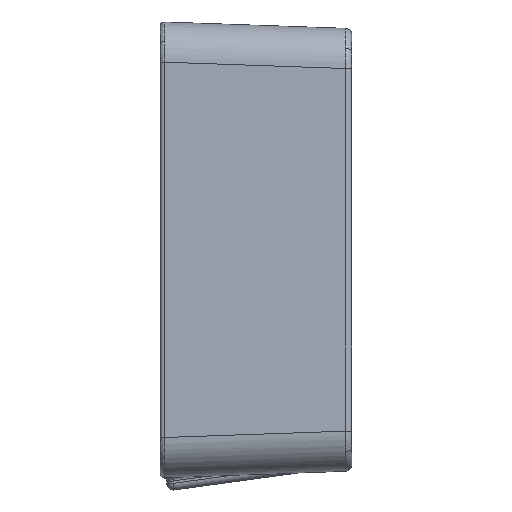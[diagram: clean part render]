
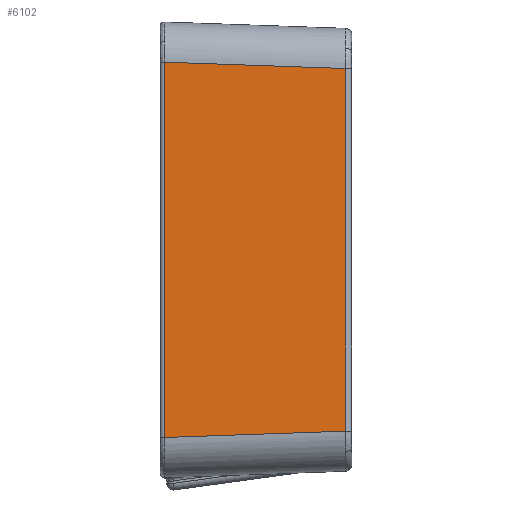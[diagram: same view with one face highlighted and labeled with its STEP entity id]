
A CAD part, left-side view. The second image highlights one B-rep face of the part: STEP entity #6102.
In plain terms, the highlighted planar face has unit normal (-0.998, -0.059, 0).
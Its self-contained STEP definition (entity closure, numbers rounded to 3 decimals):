
#954 = DIRECTION ( 'NONE',  ( -0.059, 0.998, 0.035 ) ) ;
#1835 = VECTOR ( 'NONE', #14251, 1000. ) ;
#2613 = LINE ( 'NONE', #15570, #23873 ) ;
#3378 = CARTESIAN_POINT ( 'NONE',  ( -270.28, 4.703, 135.208 ) ) ;
#3468 = LINE ( 'NONE', #16529, #9080 ) ;
#3926 = ORIENTED_EDGE ( 'NONE', *, *, #20188, .T. ) ;
#5194 = ORIENTED_EDGE ( 'NONE', *, *, #24379, .T. ) ;
#5205 = PLANE ( 'NONE',  #13602 ) ;
#5648 = EDGE_CURVE ( 'NONE', #14347, #16035, #12220, .T. ) ;
#6102 = ADVANCED_FACE ( 'NONE', ( #14923 ), #5205, .F. ) ;
#7638 = CARTESIAN_POINT ( 'NONE',  ( -278.311, 139.822, -139.933 ) ) ;
#8237 = LINE ( 'NONE', #18210, #1835 ) ;
#9080 = VECTOR ( 'NONE', #24296, 1000. ) ;
#10539 = ORIENTED_EDGE ( 'NONE', *, *, #19065, .T. ) ;
#12220 = LINE ( 'NONE', #14882, #14426 ) ;
#12459 = DIRECTION ( 'NONE',  ( 0., 0., -1. ) ) ;
#13506 = ORIENTED_EDGE ( 'NONE', *, *, #5648, .T. ) ;
#13602 = AXIS2_PLACEMENT_3D ( 'NONE', #22703, #22959, #24744 ) ;
#14251 = DIRECTION ( 'NONE',  ( 0., 0., 1. ) ) ;
#14347 = VERTEX_POINT ( 'NONE', #3378 ) ;
#14426 = VECTOR ( 'NONE', #954, 1000. ) ;
#14882 = CARTESIAN_POINT ( 'NONE',  ( -268.771, -20.672, 134.321 ) ) ;
#14923 = FACE_OUTER_BOUND ( 'NONE', #20279, .T. ) ;
#15303 = VERTEX_POINT ( 'NONE', #24371 ) ;
#15570 = CARTESIAN_POINT ( 'NONE',  ( -278.311, 139.822, 0. ) ) ;
#15782 = VERTEX_POINT ( 'NONE', #7638 ) ;
#16035 = VERTEX_POINT ( 'NONE', #18240 ) ;
#16529 = CARTESIAN_POINT ( 'NONE',  ( -268.771, -20.672, -134.321 ) ) ;
#18210 = CARTESIAN_POINT ( 'NONE',  ( -270.28, 4.703, 135.044 ) ) ;
#18240 = CARTESIAN_POINT ( 'NONE',  ( -278.311, 139.822, 139.933 ) ) ;
#19065 = EDGE_CURVE ( 'NONE', #15303, #14347, #8237, .T. ) ;
#20188 = EDGE_CURVE ( 'NONE', #16035, #15782, #2613, .T. ) ;
#20279 = EDGE_LOOP ( 'NONE', ( #13506, #3926, #5194, #10539 ) ) ;
#22703 = CARTESIAN_POINT ( 'NONE',  ( -269.049, -15.992, 0. ) ) ;
#22959 = DIRECTION ( 'NONE',  ( 0.998, 0.059, 0. ) ) ;
#23873 = VECTOR ( 'NONE', #12459, 1000. ) ;
#24296 = DIRECTION ( 'NONE',  ( 0.059, -0.998, 0.035 ) ) ;
#24371 = CARTESIAN_POINT ( 'NONE',  ( -270.28, 4.703, -135.208 ) ) ;
#24379 = EDGE_CURVE ( 'NONE', #15782, #15303, #3468, .T. ) ;
#24744 = DIRECTION ( 'NONE',  ( -0.059, 0.998, 0. ) ) ;
